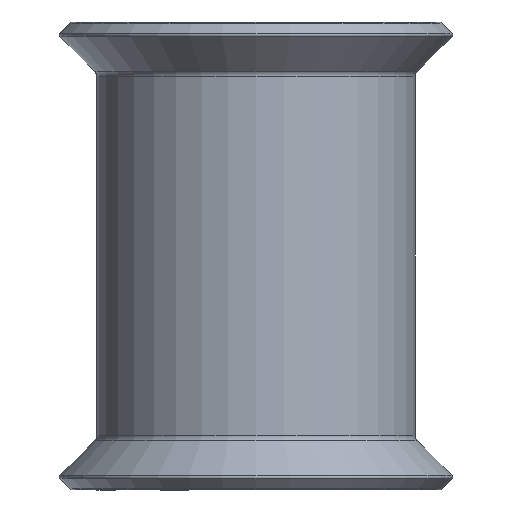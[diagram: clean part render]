
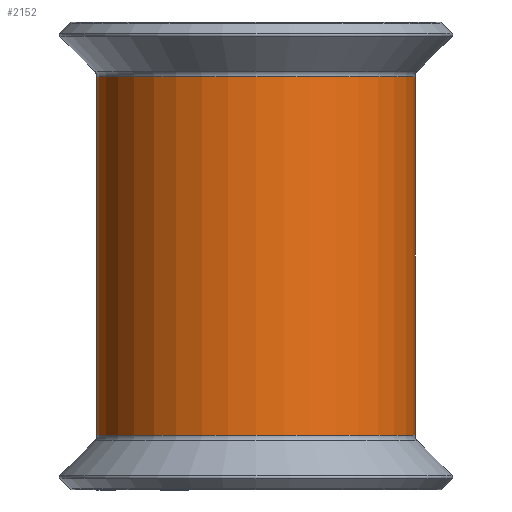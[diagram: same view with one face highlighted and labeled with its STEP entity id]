
A CAD part, front view. The second image highlights one B-rep face of the part: STEP entity #2152.
In plain terms, the highlighted cylindrical face has radius 5.397 mm (diameter 10.795 mm), a partial arc.
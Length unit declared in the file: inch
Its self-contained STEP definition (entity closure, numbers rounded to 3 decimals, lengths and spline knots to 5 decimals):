
#154 = FACE_OUTER_BOUND ( 'NONE', #1631, .T. ) ;
#183 = AXIS2_PLACEMENT_3D ( 'NONE', #2570, #256, #1711 ) ;
#256 = DIRECTION ( 'NONE',  ( 0., 0., -1. ) ) ;
#361 = CARTESIAN_POINT ( 'NONE',  ( 0.1875, -0.656, -0.23972 ) ) ;
#384 = CARTESIAN_POINT ( 'NONE',  ( 0.1875, -0.4435, 0.23972 ) ) ;
#561 = DIRECTION ( 'NONE',  ( -1., 0., 0. ) ) ;
#631 = ORIENTED_EDGE ( 'NONE', *, *, #2666, .F. ) ;
#651 = CARTESIAN_POINT ( 'NONE',  ( -0.025, -0.656, 0.3125 ) ) ;
#726 = ORIENTED_EDGE ( 'NONE', *, *, #1492, .F. ) ;
#728 = ORIENTED_EDGE ( 'NONE', *, *, #1176, .T. ) ;
#760 = VERTEX_POINT ( 'NONE', #384 ) ;
#817 = AXIS2_PLACEMENT_3D ( 'NONE', #889, #2375, #1098 ) ;
#889 = CARTESIAN_POINT ( 'NONE',  ( 0.1875, -0.656, 0.23972 ) ) ;
#1098 = DIRECTION ( 'NONE',  ( -1., 0., 0. ) ) ;
#1176 = EDGE_CURVE ( 'NONE', #760, #1298, #1359, .T. ) ;
#1269 = CARTESIAN_POINT ( 'NONE',  ( 0.1875, -0.4435, -0.23972 ) ) ;
#1298 = VERTEX_POINT ( 'NONE', #1551 ) ;
#1328 = CARTESIAN_POINT ( 'NONE',  ( -0.025, -0.656, -0.23972 ) ) ;
#1359 = CIRCLE ( 'NONE', #817, 0.2125 ) ;
#1471 = LINE ( 'NONE', #651, #1543 ) ;
#1492 = EDGE_CURVE ( 'NONE', #2471, #2291, #1962, .T. ) ;
#1543 = VECTOR ( 'NONE', #2144, 39.37008 ) ;
#1551 = CARTESIAN_POINT ( 'NONE',  ( -0.025, -0.656, 0.23972 ) ) ;
#1573 = DIRECTION ( 'NONE',  ( 0., 0., -1. ) ) ;
#1582 = CARTESIAN_POINT ( 'NONE',  ( 0.1875, -0.4435, 0.3125 ) ) ;
#1631 = EDGE_LOOP ( 'NONE', ( #2508, #726, #631, #728 ) ) ;
#1640 = VECTOR ( 'NONE', #1573, 39.37008 ) ;
#1695 = EDGE_CURVE ( 'NONE', #1298, #2291, #1471, .T. ) ;
#1711 = DIRECTION ( 'NONE',  ( -1., 0., 0. ) ) ;
#1745 = CYLINDRICAL_SURFACE ( 'NONE', #183, 0.2125 ) ;
#1821 = DIRECTION ( 'NONE',  ( 0., 0., -1. ) ) ;
#1962 = CIRCLE ( 'NONE', #2520, 0.2125 ) ;
#2144 = DIRECTION ( 'NONE',  ( 0., 0., -1. ) ) ;
#2152 = ADVANCED_FACE ( 'NONE', ( #154 ), #1745, .T. ) ;
#2291 = VERTEX_POINT ( 'NONE', #1328 ) ;
#2375 = DIRECTION ( 'NONE',  ( 0., 0., -1. ) ) ;
#2471 = VERTEX_POINT ( 'NONE', #1269 ) ;
#2508 = ORIENTED_EDGE ( 'NONE', *, *, #1695, .T. ) ;
#2520 = AXIS2_PLACEMENT_3D ( 'NONE', #361, #1821, #561 ) ;
#2570 = CARTESIAN_POINT ( 'NONE',  ( 0.1875, -0.656, 0.3125 ) ) ;
#2666 = EDGE_CURVE ( 'NONE', #760, #2471, #2720, .T. ) ;
#2720 = LINE ( 'NONE', #1582, #1640 ) ;
